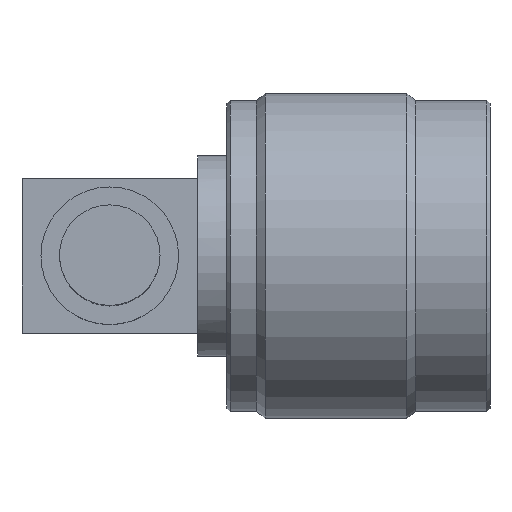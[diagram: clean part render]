
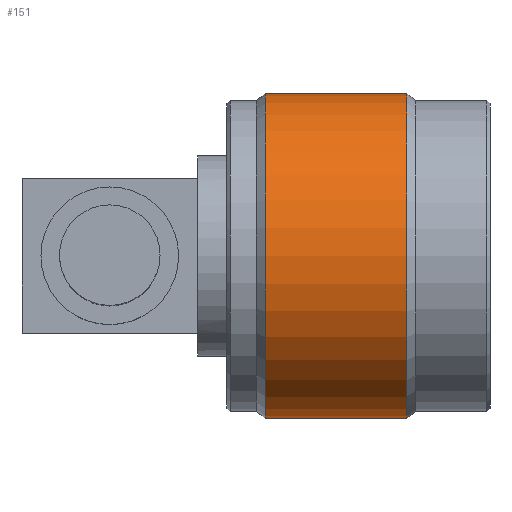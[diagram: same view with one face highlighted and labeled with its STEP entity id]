
A CAD part, top view. The second image highlights one B-rep face of the part: STEP entity #151.
In plain terms, the highlighted cylindrical face has radius 10.5 mm (diameter 21 mm), a partial arc.
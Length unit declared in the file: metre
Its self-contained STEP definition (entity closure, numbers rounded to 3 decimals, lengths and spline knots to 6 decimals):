
#151=ADVANCED_FACE('0:85',(#287),#288,.T.);
#287=FACE_OUTER_BOUND('',#1057,.T.);
#288=CYLINDRICAL_SURFACE('',#1058,0.0105);
#1057=EDGE_LOOP('',(#1486,#1487,#1488,#1489));
#1058=AXIS2_PLACEMENT_3D('',#1490,#1491,#1492);
#1486=ORIENTED_EDGE('',*,*,#1679,.T.);
#1487=ORIENTED_EDGE('',*,*,#1786,.T.);
#1488=ORIENTED_EDGE('',*,*,#1680,.T.);
#1489=ORIENTED_EDGE('',*,*,#1787,.F.);
#1490=CARTESIAN_POINT('',(0.0074,0.0,-0.00635));
#1491=DIRECTION('',(-1.0,-0.0,0.0));
#1492=DIRECTION('',(0.0,-1.0,0.0));
#1679=EDGE_CURVE('',#1872,#1877,#1878,.T.);
#1680=EDGE_CURVE('',#1879,#1874,#1880,.T.);
#1786=EDGE_CURVE('0:346',#1877,#1879,#2048,.T.);
#1787=EDGE_CURVE('0:349',#1872,#1874,#2049,.T.);
#1872=VERTEX_POINT('',#2151);
#1874=VERTEX_POINT('',#2154);
#1877=VERTEX_POINT('',#2158);
#1878=LINE('',#2159,#2160);
#1879=VERTEX_POINT('',#2161);
#1880=LINE('',#2162,#2163);
#2048=CIRCLE('',#3699,0.0105);
#2049=CIRCLE('',#3700,0.0105);
#2151=CARTESIAN_POINT('',(0.010725,-0.0105,-0.00635));
#2154=CARTESIAN_POINT('',(0.010725,0.0105,-0.00635));
#2158=CARTESIAN_POINT('',(0.019875,-0.0105,-0.00635));
#2159=CARTESIAN_POINT('',(0.0153,-0.0105,-0.00635));
#2160=VECTOR('',#3793,1.0);
#2161=CARTESIAN_POINT('',(0.019875,0.0105,-0.00635));
#2162=CARTESIAN_POINT('',(0.0153,0.0105,-0.00635));
#2163=VECTOR('',#3794,1.0);
#3699=AXIS2_PLACEMENT_3D('',#3949,#3950,#3951);
#3700=AXIS2_PLACEMENT_3D('',#3952,#3953,#3954);
#3793=DIRECTION('',(1.0,-0.0,-0.0));
#3794=DIRECTION('',(-1.0,-0.0,-0.0));
#3949=CARTESIAN_POINT('',(0.019875,0.0,-0.00635));
#3950=DIRECTION('',(-1.0,0.0,0.0));
#3951=DIRECTION('',(0.0,-1.0,0.0));
#3952=CARTESIAN_POINT('',(0.010725,0.0,-0.00635));
#3953=DIRECTION('',(-1.0,0.0,0.0));
#3954=DIRECTION('',(0.0,-1.0,0.0));
